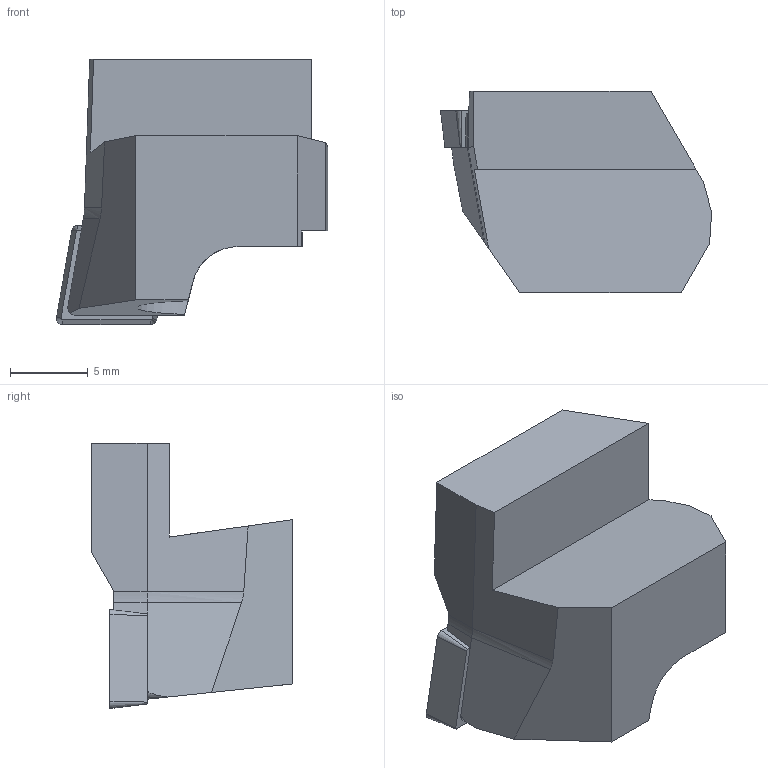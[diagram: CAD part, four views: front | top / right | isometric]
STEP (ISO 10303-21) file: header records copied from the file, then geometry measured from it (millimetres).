
FILE_DESCRIPTION(/* description */ (''),/* implementation_level */ '2;1');
FILE_NAME(/* name */ '1549553279218.stp',/* time_stamp */ '2019-02-07T16:28:15+01:00',/* author */ (''),/* organization */ ('SMS'),/* preprocessor_version */ 'ST-DEVELOPER v15',/* originating_system */ 'SIEMENS PLM Software NX 8.5',/* authorisation */ '');
FILE_SCHEMA (('AUTOMOTIVE_DESIGN { 1 0 10303 214 3 1 1 1 }'));
Length unit declared in the file: millimetre
Products named in the file (4): IsoTurningInsert; ASSEMBLY_CONSTRUCTION; 201011651mod000_00; 201011653mod000_01
Assembly tree (3 placements, depth 2):
  201011653mod000_01
    201011651mod000_00
    ASSEMBLY_CONSTRUCTION
    IsoTurningInsert
Bounding box: 17.39 x 12.88 x 17 mm (x, y, z)
Volume: 1568.9 mm3; surface area: 1213.7 mm2
Topology: 2 solids, 2 shells, 53 faces, 141 edges, 99 vertices
Faces by surface type: plane 35, cylinder 7, cone 6, torus 4, extrusion 1
Full cylindrical faces by diameter (mm): 2.8 x2
Entity records: 1806 total; most frequent: CARTESIAN_POINT 353, DIRECTION 281, ORIENTED_EDGE 256, EDGE_CURVE 128, VECTOR 95, LINE 94, AXIS2_PLACEMENT_3D 93, VERTEX_POINT 88
